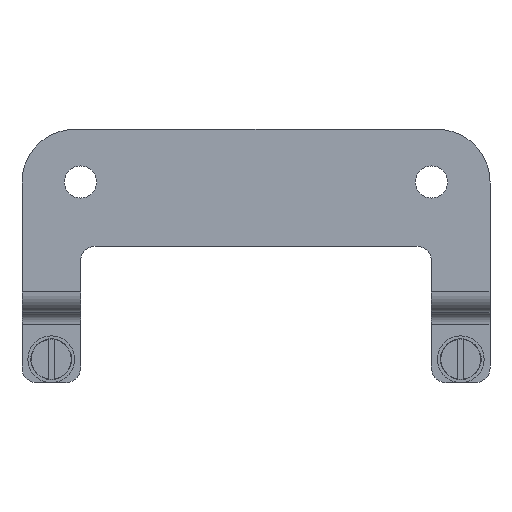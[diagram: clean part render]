
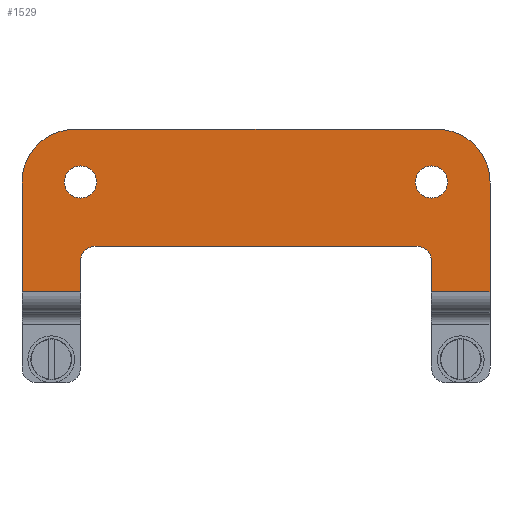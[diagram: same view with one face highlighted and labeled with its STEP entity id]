
A CAD part, front view. The second image highlights one B-rep face of the part: STEP entity #1529.
In plain terms, the highlighted face is planar.
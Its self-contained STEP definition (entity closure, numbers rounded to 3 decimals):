
#61=PLANE('',#1678);
#126=LINE('',#2410,#258);
#127=LINE('',#2414,#259);
#128=LINE('',#2425,#260);
#129=LINE('',#2426,#261);
#130=LINE('',#2430,#262);
#131=LINE('',#2434,#263);
#132=LINE('',#2435,#264);
#133=LINE('',#2439,#265);
#258=VECTOR('',#1918,1000.);
#259=VECTOR('',#1923,1000.);
#260=VECTOR('',#1934,1000.);
#261=VECTOR('',#1935,1000.);
#262=VECTOR('',#1938,1000.);
#263=VECTOR('',#1941,1000.);
#264=VECTOR('',#1942,1000.);
#265=VECTOR('',#1945,1000.);
#428=ORIENTED_EDGE('',*,*,#858,.F.);
#429=ORIENTED_EDGE('',*,*,#859,.F.);
#430=ORIENTED_EDGE('',*,*,#860,.F.);
#431=ORIENTED_EDGE('',*,*,#861,.F.);
#432=ORIENTED_EDGE('',*,*,#856,.T.);
#433=ORIENTED_EDGE('',*,*,#862,.F.);
#434=ORIENTED_EDGE('',*,*,#863,.T.);
#435=ORIENTED_EDGE('',*,*,#864,.F.);
#436=ORIENTED_EDGE('',*,*,#865,.T.);
#437=ORIENTED_EDGE('',*,*,#866,.F.);
#438=ORIENTED_EDGE('',*,*,#854,.T.);
#439=ORIENTED_EDGE('',*,*,#867,.T.);
#440=ORIENTED_EDGE('',*,*,#868,.F.);
#441=ORIENTED_EDGE('',*,*,#869,.F.);
#854=EDGE_CURVE('',#1063,#1064,#126,.T.);
#856=EDGE_CURVE('',#1066,#1065,#127,.T.);
#858=EDGE_CURVE('',#1067,#1067,#1200,.T.);
#859=EDGE_CURVE('',#1068,#1068,#1201,.T.);
#860=EDGE_CURVE('',#1069,#1070,#1202,.T.);
#861=EDGE_CURVE('',#1066,#1069,#128,.T.);
#862=EDGE_CURVE('',#1071,#1065,#129,.T.);
#863=EDGE_CURVE('',#1071,#1072,#1203,.T.);
#864=EDGE_CURVE('',#1073,#1072,#130,.T.);
#865=EDGE_CURVE('',#1073,#1074,#1204,.T.);
#866=EDGE_CURVE('',#1063,#1074,#131,.T.);
#867=EDGE_CURVE('',#1064,#1075,#132,.T.);
#868=EDGE_CURVE('',#1076,#1075,#1205,.T.);
#869=EDGE_CURVE('',#1070,#1076,#133,.T.);
#1063=VERTEX_POINT('',#2407);
#1064=VERTEX_POINT('',#2409);
#1065=VERTEX_POINT('',#2413);
#1066=VERTEX_POINT('',#2415);
#1067=VERTEX_POINT('',#2419);
#1068=VERTEX_POINT('',#2421);
#1069=VERTEX_POINT('',#2423);
#1070=VERTEX_POINT('',#2424);
#1071=VERTEX_POINT('',#2427);
#1072=VERTEX_POINT('',#2429);
#1073=VERTEX_POINT('',#2431);
#1074=VERTEX_POINT('',#2433);
#1075=VERTEX_POINT('',#2436);
#1076=VERTEX_POINT('',#2438);
#1200=CIRCLE('',#1679,2.75);
#1201=CIRCLE('',#1680,2.75);
#1202=CIRCLE('',#1681,9.);
#1203=CIRCLE('',#1682,2.5);
#1204=CIRCLE('',#1683,2.5);
#1205=CIRCLE('',#1684,9.);
#1279=EDGE_LOOP('',(#428));
#1280=EDGE_LOOP('',(#429));
#1281=EDGE_LOOP('',(#430,#431,#432,#433,#434,#435,#436,#437,#438,#439,#440,
#441));
#1387=FACE_BOUND('',#1279,.T.);
#1388=FACE_BOUND('',#1280,.T.);
#1389=FACE_BOUND('',#1281,.T.);
#1529=ADVANCED_FACE('',(#1387,#1388,#1389),#61,.F.);
#1678=AXIS2_PLACEMENT_3D('',#2417,#1926,#1927);
#1679=AXIS2_PLACEMENT_3D('',#2418,#1928,#1929);
#1680=AXIS2_PLACEMENT_3D('',#2420,#1930,#1931);
#1681=AXIS2_PLACEMENT_3D('',#2422,#1932,#1933);
#1682=AXIS2_PLACEMENT_3D('',#2428,#1936,#1937);
#1683=AXIS2_PLACEMENT_3D('',#2432,#1939,#1940);
#1684=AXIS2_PLACEMENT_3D('',#2437,#1943,#1944);
#1918=DIRECTION('',(0.,0.,-1.));
#1923=DIRECTION('',(0.,0.,-1.));
#1926=DIRECTION('',(-1.,0.,0.));
#1927=DIRECTION('',(0.,0.,1.));
#1928=DIRECTION('',(1.,0.,0.));
#1929=DIRECTION('',(0.,0.,-1.));
#1930=DIRECTION('',(1.,0.,0.));
#1931=DIRECTION('',(0.,0.,-1.));
#1932=DIRECTION('',(-1.,0.,0.));
#1933=DIRECTION('',(0.,0.,1.));
#1934=DIRECTION('',(0.,1.,0.));
#1935=DIRECTION('',(0.,-1.,0.));
#1936=DIRECTION('',(-1.,0.,0.));
#1937=DIRECTION('',(0.,0.,1.));
#1938=DIRECTION('',(0.,0.,1.));
#1939=DIRECTION('',(-1.,0.,0.));
#1940=DIRECTION('',(0.,0.,1.));
#1941=DIRECTION('',(0.,1.,0.));
#1942=DIRECTION('',(0.,1.,0.));
#1943=DIRECTION('',(-1.,0.,0.));
#1944=DIRECTION('',(0.,0.,1.));
#1945=DIRECTION('',(0.,0.,-1.));
#2407=CARTESIAN_POINT('',(0.,3.5,-30.));
#2409=CARTESIAN_POINT('',(0.,3.5,-40.));
#2410=CARTESIAN_POINT('',(0.,3.5,40.));
#2413=CARTESIAN_POINT('',(0.,3.5,30.));
#2414=CARTESIAN_POINT('',(0.,3.5,40.));
#2415=CARTESIAN_POINT('',(0.,3.5,40.));
#2417=CARTESIAN_POINT('',(0.,3.5,40.));
#2418=CARTESIAN_POINT('',(0.,22.3,-30.));
#2419=CARTESIAN_POINT('',(0.,22.3,-32.75));
#2420=CARTESIAN_POINT('',(0.,22.3,30.));
#2421=CARTESIAN_POINT('',(0.,22.3,27.25));
#2422=CARTESIAN_POINT('',(0.,22.3,31.));
#2423=CARTESIAN_POINT('',(0.,22.3,40.));
#2424=CARTESIAN_POINT('',(0.,31.3,31.));
#2425=CARTESIAN_POINT('',(0.,3.5,40.));
#2426=CARTESIAN_POINT('',(0.,3.5,30.));
#2427=CARTESIAN_POINT('',(0.,8.8,30.));
#2428=CARTESIAN_POINT('',(0.,8.8,27.5));
#2429=CARTESIAN_POINT('',(0.,11.3,27.5));
#2430=CARTESIAN_POINT('',(0.,11.3,40.));
#2431=CARTESIAN_POINT('',(0.,11.3,-27.5));
#2432=CARTESIAN_POINT('',(0.,8.8,-27.5));
#2433=CARTESIAN_POINT('',(0.,8.8,-30.));
#2434=CARTESIAN_POINT('',(0.,3.5,-30.));
#2435=CARTESIAN_POINT('',(0.,3.5,-40.));
#2436=CARTESIAN_POINT('',(0.,22.3,-40.));
#2437=CARTESIAN_POINT('',(0.,22.3,-31.));
#2438=CARTESIAN_POINT('',(0.,31.3,-31.));
#2439=CARTESIAN_POINT('',(0.,31.3,40.));
